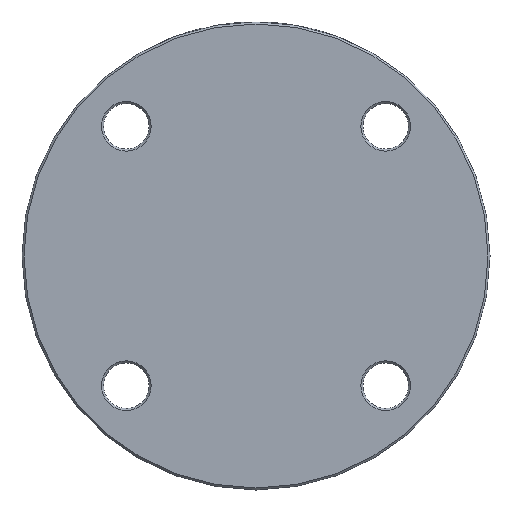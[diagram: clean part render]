
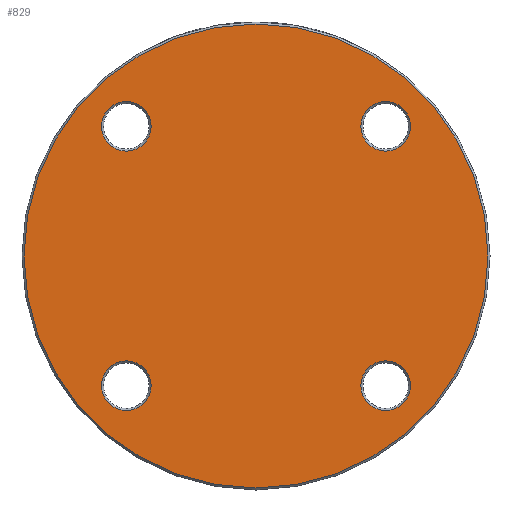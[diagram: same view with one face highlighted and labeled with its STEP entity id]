
A CAD part, left-side view. The second image highlights one B-rep face of the part: STEP entity #829.
In plain terms, the highlighted planar face has unit normal (-1, 0, 0).
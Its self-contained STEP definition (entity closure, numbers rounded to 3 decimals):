
#190 = EDGE_CURVE ( 'NONE', #3140, #3140, #3939, .T. ) ;
#417 = DIRECTION ( 'NONE',  ( 1., 0., 0. ) ) ;
#501 = AXIS2_PLACEMENT_3D ( 'NONE', #785, #2838, #2292 ) ;
#508 = ORIENTED_EDGE ( 'NONE', *, *, #6048, .T. ) ;
#577 = DIRECTION ( 'NONE',  ( 1., 0., 0. ) ) ;
#609 = CARTESIAN_POINT ( 'NONE',  ( 0., 0., -91.7 ) ) ;
#735 = DIRECTION ( 'NONE',  ( 0., 0., -1. ) ) ;
#766 = DIRECTION ( 'NONE',  ( 1., 0., 0. ) ) ;
#785 = CARTESIAN_POINT ( 'NONE',  ( 0., 0., 0. ) ) ;
#829 = ADVANCED_FACE ( 'NONE', ( #5551, #5025, #5586, #5130, #6555 ), #3977, .F. ) ;
#913 = EDGE_LOOP ( 'NONE', ( #3770 ) ) ;
#1019 = CARTESIAN_POINT ( 'NONE',  ( 0., 51.265, -51.265 ) ) ;
#1070 = DIRECTION ( 'NONE',  ( 0., 0., -1. ) ) ;
#1117 = CARTESIAN_POINT ( 'NONE',  ( 0., 51.265, 41.465 ) ) ;
#1150 = VERTEX_POINT ( 'NONE', #3209 ) ;
#1161 = DIRECTION ( 'NONE',  ( 1., 0., 0. ) ) ;
#1559 = CARTESIAN_POINT ( 'NONE',  ( 0., 51.265, -61.065 ) ) ;
#1834 = CIRCLE ( 'NONE', #4330, 9.8 ) ;
#1897 = CARTESIAN_POINT ( 'NONE',  ( 0., -51.265, 51.265 ) ) ;
#2087 = EDGE_CURVE ( 'NONE', #2624, #2624, #6518, .T. ) ;
#2292 = DIRECTION ( 'NONE',  ( 0., 0., -1. ) ) ;
#2421 = ORIENTED_EDGE ( 'NONE', *, *, #6081, .T. ) ;
#2556 = VERTEX_POINT ( 'NONE', #1117 ) ;
#2624 = VERTEX_POINT ( 'NONE', #1559 ) ;
#2838 = DIRECTION ( 'NONE',  ( -1., 0., 0. ) ) ;
#3140 = VERTEX_POINT ( 'NONE', #609 ) ;
#3191 = AXIS2_PLACEMENT_3D ( 'NONE', #6662, #417, #4588 ) ;
#3201 = ORIENTED_EDGE ( 'NONE', *, *, #190, .T. ) ;
#3204 = AXIS2_PLACEMENT_3D ( 'NONE', #1897, #766, #735 ) ;
#3209 = CARTESIAN_POINT ( 'NONE',  ( 0., -51.265, -61.065 ) ) ;
#3260 = EDGE_LOOP ( 'NONE', ( #2421 ) ) ;
#3517 = AXIS2_PLACEMENT_3D ( 'NONE', #4252, #5193, #1070 ) ;
#3624 = AXIS2_PLACEMENT_3D ( 'NONE', #1019, #577, #4533 ) ;
#3770 = ORIENTED_EDGE ( 'NONE', *, *, #4157, .T. ) ;
#3939 = CIRCLE ( 'NONE', #501, 91.7 ) ;
#3977 = PLANE ( 'NONE',  #3191 ) ;
#4157 = EDGE_CURVE ( 'NONE', #2556, #2556, #1834, .T. ) ;
#4229 = CARTESIAN_POINT ( 'NONE',  ( 0., -51.265, 41.465 ) ) ;
#4252 = CARTESIAN_POINT ( 'NONE',  ( 0., -51.265, -51.265 ) ) ;
#4330 = AXIS2_PLACEMENT_3D ( 'NONE', #4742, #1161, #4774 ) ;
#4394 = CIRCLE ( 'NONE', #3204, 9.8 ) ;
#4533 = DIRECTION ( 'NONE',  ( 0., 0., -1. ) ) ;
#4550 = EDGE_LOOP ( 'NONE', ( #6601 ) ) ;
#4588 = DIRECTION ( 'NONE',  ( 0., 0., -1. ) ) ;
#4742 = CARTESIAN_POINT ( 'NONE',  ( 0., 51.265, 51.265 ) ) ;
#4774 = DIRECTION ( 'NONE',  ( 0., 0., -1. ) ) ;
#5025 = FACE_BOUND ( 'NONE', #913, .T. ) ;
#5071 = EDGE_LOOP ( 'NONE', ( #3201 ) ) ;
#5130 = FACE_BOUND ( 'NONE', #5324, .T. ) ;
#5193 = DIRECTION ( 'NONE',  ( 1., 0., 0. ) ) ;
#5324 = EDGE_LOOP ( 'NONE', ( #508 ) ) ;
#5551 = FACE_OUTER_BOUND ( 'NONE', #5071, .T. ) ;
#5586 = FACE_BOUND ( 'NONE', #3260, .T. ) ;
#5669 = VERTEX_POINT ( 'NONE', #4229 ) ;
#6048 = EDGE_CURVE ( 'NONE', #1150, #1150, #6423, .T. ) ;
#6081 = EDGE_CURVE ( 'NONE', #5669, #5669, #4394, .T. ) ;
#6423 = CIRCLE ( 'NONE', #3517, 9.8 ) ;
#6518 = CIRCLE ( 'NONE', #3624, 9.8 ) ;
#6555 = FACE_BOUND ( 'NONE', #4550, .T. ) ;
#6601 = ORIENTED_EDGE ( 'NONE', *, *, #2087, .T. ) ;
#6662 = CARTESIAN_POINT ( 'NONE',  ( 0., 0., 0. ) ) ;
